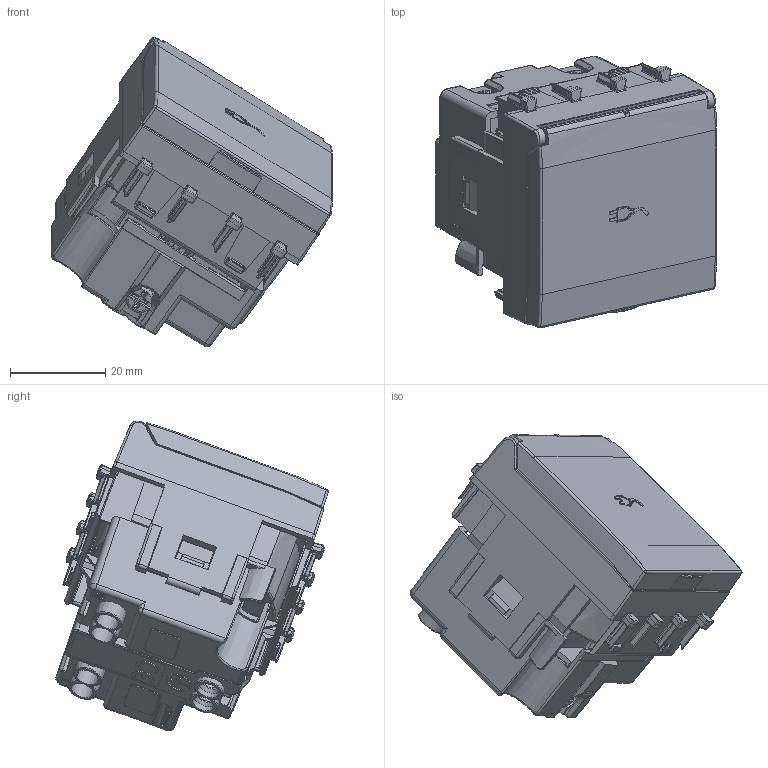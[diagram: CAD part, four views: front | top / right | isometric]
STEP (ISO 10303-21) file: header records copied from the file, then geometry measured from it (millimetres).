
FILE_DESCRIPTION(('CATIA V5 STEP Exchange'),'2;1');
FILE_NAME('441090SS.stp','2024-03-07T14:06:58+00:00',('none'),('none'),'CATIA Version 5-6 Release 2016 SP6','CATIA V5 STEP AP203','none');
FILE_SCHEMA(('CONFIG_CONTROL_DESIGN'));
Products named in the file (1): 441090SS
Assembly tree (16 placements, depth 2):
  441090SS
    #57
    #10711
    #11583  x3
    #13496  x3
    #14362
    #56549
    #124532
    #154666  x2
    #167002
    #202806
    #211159
Bounding box: 58.88 x 57.1 x 64.94 mm (x, y, z)
Volume: 27283.7 mm3; surface area: 44577.9 mm2
Topology: 15 solids, 15 shells, 5763 faces, 14825 edges, 8792 vertices
Faces by surface type: plane 2354, cylinder 1845, bspline 654, cone 317, sphere 305, torus 272, revolution 16
Entity records: 211165 total; most frequent: CARTESIAN_POINT 101404, ORIENTED_EDGE 26044, DIRECTION 16439, EDGE_CURVE 13022, VERTEX_POINT 7881, AXIS2_PLACEMENT_3D 6281, VECTOR 6261, LINE 6261
